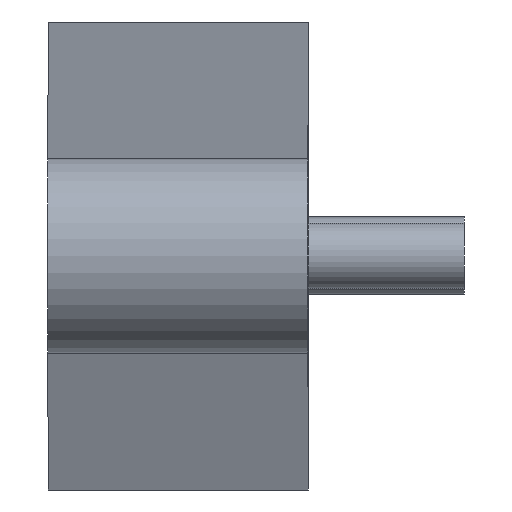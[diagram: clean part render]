
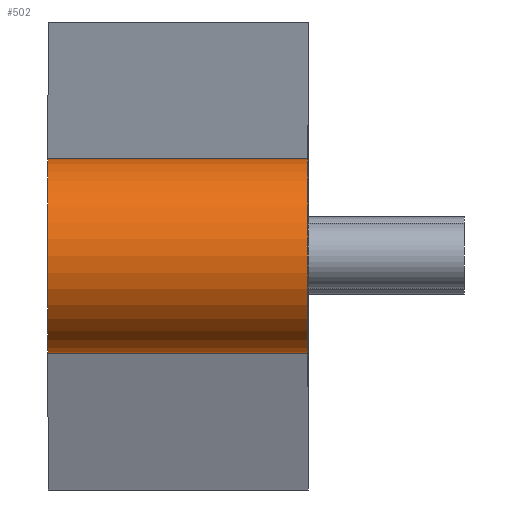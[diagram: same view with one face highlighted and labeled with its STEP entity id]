
A CAD part, left-side view. The second image highlights one B-rep face of the part: STEP entity #502.
In plain terms, the highlighted cylindrical face has radius 3.75 mm (diameter 7.5 mm), a partial arc.
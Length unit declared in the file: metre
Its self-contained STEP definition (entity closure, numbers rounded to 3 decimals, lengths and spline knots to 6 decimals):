
#44 = CARTESIAN_POINT ( 'NONE',  ( -0.059, 0.01, 0.00375 ) ) ;
#73 = ORIENTED_EDGE ( 'NONE', *, *, #103, .T. ) ;
#94 = LINE ( 'NONE', #266, #443 ) ;
#97 = DIRECTION ( 'NONE',  ( 0., -1., 0. ) ) ;
#103 = EDGE_CURVE ( 'NONE', #329, #179, #94, .T. ) ;
#123 = VECTOR ( 'NONE', #222, 1. ) ;
#127 = CARTESIAN_POINT ( 'NONE',  ( -0.059, 0., 0.00375 ) ) ;
#130 = CARTESIAN_POINT ( 'NONE',  ( -0.059, 0., 0. ) ) ;
#134 = CARTESIAN_POINT ( 'NONE',  ( -0.059, 0.01, -0.00375 ) ) ;
#144 = CYLINDRICAL_SURFACE ( 'NONE', #155, 0.00375 ) ;
#155 = AXIS2_PLACEMENT_3D ( 'NONE', #484, #97, #525 ) ;
#174 = ORIENTED_EDGE ( 'NONE', *, *, #455, .F. ) ;
#179 = VERTEX_POINT ( 'NONE', #372 ) ;
#186 = DIRECTION ( 'NONE',  ( 0., -1., 0. ) ) ;
#214 = VERTEX_POINT ( 'NONE', #498 ) ;
#222 = DIRECTION ( 'NONE',  ( 0., -1., 0. ) ) ;
#255 = AXIS2_PLACEMENT_3D ( 'NONE', #130, #437, #392 ) ;
#266 = CARTESIAN_POINT ( 'NONE',  ( -0.059, 0.01, -0.00375 ) ) ;
#319 = VERTEX_POINT ( 'NONE', #127 ) ;
#323 = EDGE_CURVE ( 'NONE', #179, #319, #449, .T. ) ;
#329 = VERTEX_POINT ( 'NONE', #134 ) ;
#334 = CIRCLE ( 'NONE', #386, 0.00375 ) ;
#372 = CARTESIAN_POINT ( 'NONE',  ( -0.059, 0., -0.00375 ) ) ;
#386 = AXIS2_PLACEMENT_3D ( 'NONE', #424, #478, #471 ) ;
#392 = DIRECTION ( 'NONE',  ( 0., 0., 1. ) ) ;
#394 = FACE_OUTER_BOUND ( 'NONE', #420, .T. ) ;
#404 = EDGE_CURVE ( 'NONE', #329, #214, #334, .T. ) ;
#420 = EDGE_LOOP ( 'NONE', ( #427, #174, #520, #73 ) ) ;
#424 = CARTESIAN_POINT ( 'NONE',  ( -0.059, 0.01, 0. ) ) ;
#427 = ORIENTED_EDGE ( 'NONE', *, *, #323, .T. ) ;
#430 = LINE ( 'NONE', #44, #123 ) ;
#437 = DIRECTION ( 'NONE',  ( 0., 1., 0. ) ) ;
#443 = VECTOR ( 'NONE', #186, 1. ) ;
#449 = CIRCLE ( 'NONE', #255, 0.00375 ) ;
#455 = EDGE_CURVE ( 'NONE', #214, #319, #430, .T. ) ;
#471 = DIRECTION ( 'NONE',  ( 0., 0., 1. ) ) ;
#478 = DIRECTION ( 'NONE',  ( 0., 1., 0. ) ) ;
#484 = CARTESIAN_POINT ( 'NONE',  ( -0.059, 0.01, 0. ) ) ;
#498 = CARTESIAN_POINT ( 'NONE',  ( -0.059, 0.01, 0.00375 ) ) ;
#502 = ADVANCED_FACE ( 'NONE', ( #394 ), #144, .T. ) ;
#520 = ORIENTED_EDGE ( 'NONE', *, *, #404, .F. ) ;
#525 = DIRECTION ( 'NONE',  ( 0., 0., -1. ) ) ;
